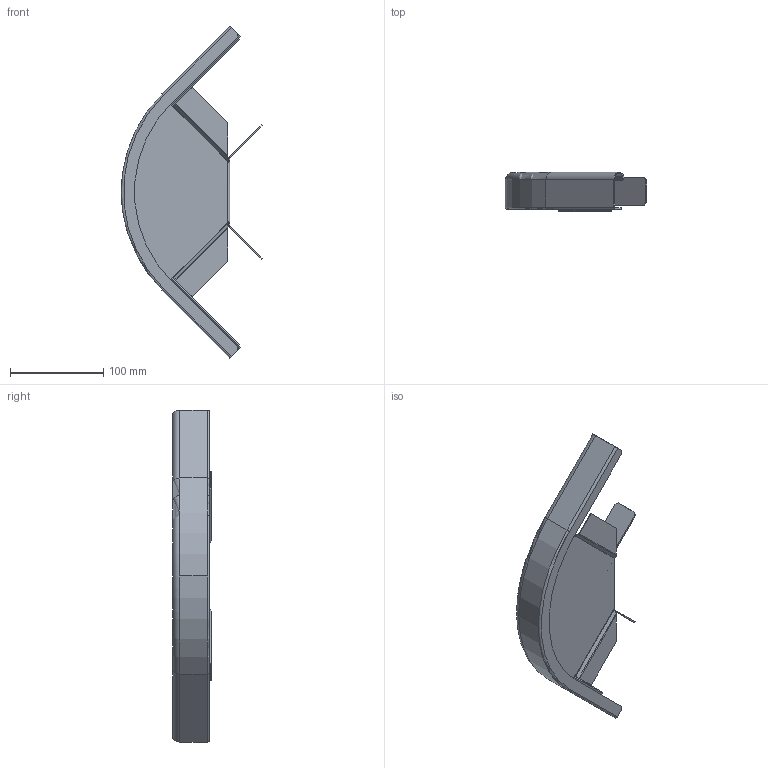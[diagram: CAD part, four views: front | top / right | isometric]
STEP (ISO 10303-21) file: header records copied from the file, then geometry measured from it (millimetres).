
FILE_DESCRIPTION((''),'2;1');
FILE_NAME('6043119_ASM','2012-11-21T',('AndreasKeweloh'),(''),'PRO/ENGINEER BY PARAMETRIC TECHNOLOGY CORPORATION, 2012230','PRO/ENGINEER BY PARAMETRIC TECHNOLOGY CORPORATION, 2012230','');
FILE_SCHEMA(('CONFIG_CONTROL_DESIGN'));
Length unit declared in the file: millimetre
Products named in the file (5): 6043119AUSSENHOLM-90; 6043119BODENBLECH; 6043119WINKELVERBINDER-90_S_0; 6043119WINKELVERBINDER-35_ASM; 6043119_ASM
Assembly tree (4 placements, depth 3):
  6043119_ASM
    6043119AUSSENHOLM-90
    6043119BODENBLECH
    6043119WINKELVERBINDER-35_ASM
      6043119WINKELVERBINDER-90_S_0
Bounding box: 151.29 x 41.75 x 355.67 mm (x, y, z)
Volume: 65017.9 mm3; surface area: 114172.9 mm2
Topology: 3 solids, 3 shells, 117 faces, 299 edges, 186 vertices
Faces by surface type: plane 67, cylinder 33, torus 7, bspline 6, cone 4
Entity records: 4603 total; most frequent: CARTESIAN_POINT 1668, ORIENTED_EDGE 594, DIRECTION 584, EDGE_CURVE 297, VECTOR 212, LINE 212, AXIS2_PLACEMENT_3D 186, VERTEX_POINT 186
